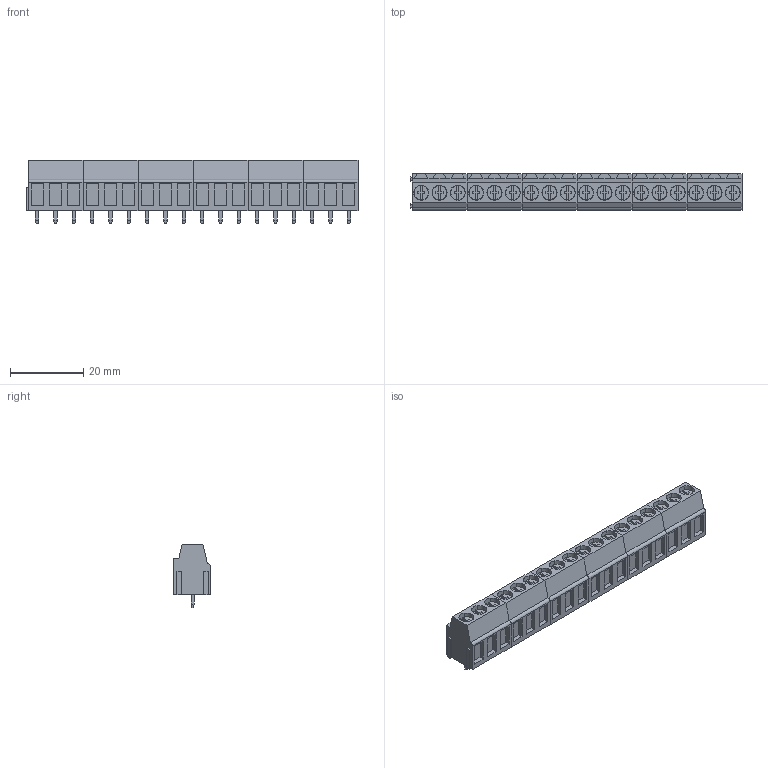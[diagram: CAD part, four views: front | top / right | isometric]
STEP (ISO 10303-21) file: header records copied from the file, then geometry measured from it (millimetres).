
FILE_DESCRIPTION(('CATIA V5 STEP Exchange','CAx-IF Rec.Pracs.--- Model Styling and Organization---1.2---2011-12-15'),'2;1');
FILE_NAME ('D1449957_0_1234140000_1234140000.stp','2018-03-31T08:44:31+00:00',('none'),('Weidmueller'),'CATIA Version 5-6 Release 2014','CATIA V5 STEP AP214','none');
FILE_SCHEMA(('AUTOMOTIVE_DESIGN { 1 0 10303 214 1 1 1 1 }'));
Length unit declared in the file: millimetre
Products named in the file (1): 1234140000
Bounding box: 90.55 x 10 x 17.3 mm (x, y, z)
Volume: 8850.9 mm3; surface area: 10469.6 mm2
Topology: 42 solids, 42 shells, 1530 faces, 4104 edges, 2712 vertices
Faces by surface type: plane 1272, cylinder 258
Entity records: 47238 total; most frequent: CARTESIAN_POINT 9536, ORIENTED_EDGE 8208, DIRECTION 6858, EDGE_CURVE 4104, VECTOR 3336, LINE 3336, VERTEX_POINT 2712, AXIS2_PLACEMENT_3D 1992
